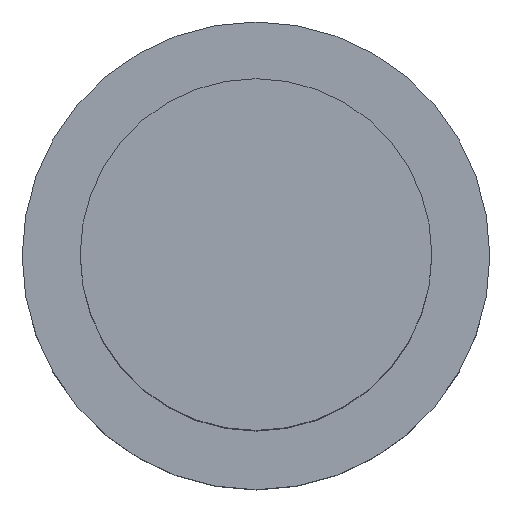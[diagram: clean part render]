
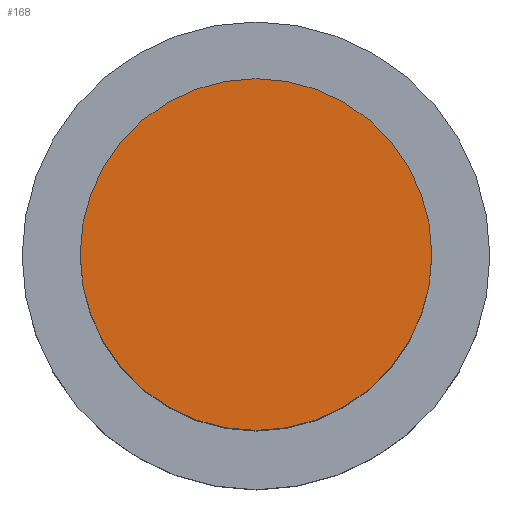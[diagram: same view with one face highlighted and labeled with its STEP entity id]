
A CAD part, top view. The second image highlights one B-rep face of the part: STEP entity #168.
In plain terms, the highlighted planar face has unit normal (0, 0, 1).
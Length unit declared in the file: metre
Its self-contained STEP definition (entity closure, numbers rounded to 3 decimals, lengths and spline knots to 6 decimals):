
#45=ORIENTED_EDGE('',*,*,#61,.F.);
#61=EDGE_CURVE('',#75,#75,#90,.T.);
#75=VERTEX_POINT('',#311);
#90=CIRCLE('',#208,0.001194);
#116=EDGE_LOOP('',(#45));
#144=FACE_BOUND('',#116,.T.);
#155=PLANE('',#209);
#168=ADVANCED_FACE('',(#144),#155,.T.);
#208=AXIS2_PLACEMENT_3D('',#310,#263,#264);
#209=AXIS2_PLACEMENT_3D('',#312,#265,#266);
#263=DIRECTION('',(0.,0.,-1.));
#264=DIRECTION('',(-1.,0.,0.));
#265=DIRECTION('',(0.,0.,1.));
#266=DIRECTION('',(1.,0.,0.));
#310=CARTESIAN_POINT('',(0.,0.,0.006071));
#311=CARTESIAN_POINT('',(-0.001194,0.,0.006071));
#312=CARTESIAN_POINT('',(0.000597,0.,0.006071));
